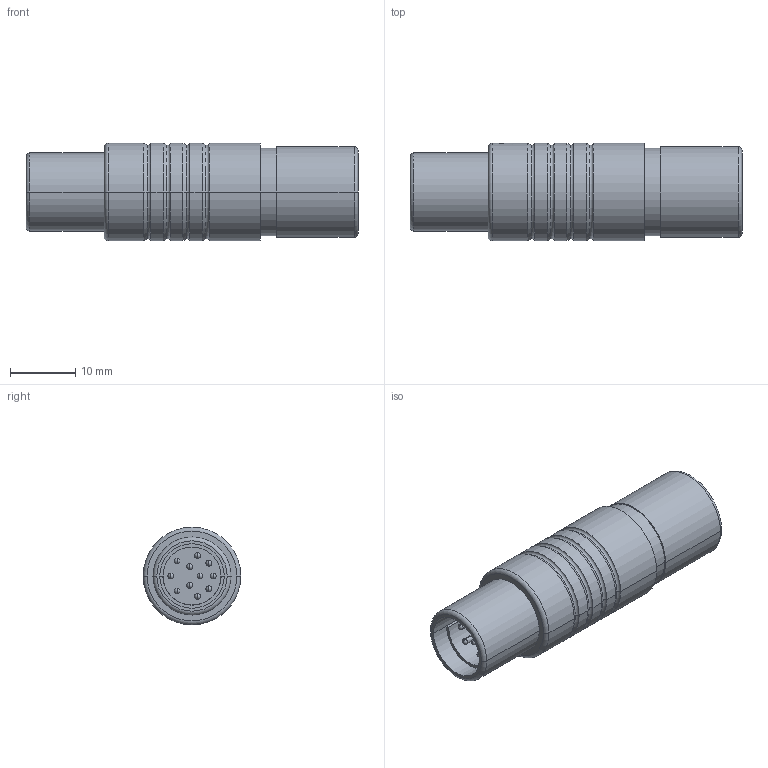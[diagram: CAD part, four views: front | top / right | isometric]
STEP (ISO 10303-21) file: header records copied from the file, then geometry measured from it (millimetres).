
FILE_DESCRIPTION((''),'2;1');
FILE_NAME('S12F1C-P11M','2021-03-11T15:22:55',('RTrager'),(''),'CREO PARAMETRIC BY PTC INC, 2018300','CREO PARAMETRIC BY PTC INC, 2018300','');
FILE_SCHEMA(('AP242_MANAGED_MODEL_BASED_3D_ENGINEERING_MIM_LF { 1 0 10303 442 1 1 4 }'));
Length unit declared in the file: millimetre
Products named in the file (1): S12F1C-P11M
Bounding box: 51 x 15 x 15 mm (x, y, z)
Volume: 5284.7 mm3; surface area: 4378.4 mm2
Topology: 1 solids, 1 shells, 206 faces, 496 edges, 299 vertices
Faces by surface type: cylinder 116, plane 36, torus 24, sphere 22, cone 8
Entity records: 9715 total; most frequent: CARTESIAN_POINT 1535, DIRECTION 1102, ORIENTED_EDGE 948, PRESENTATION_STYLE_ASSIGNMENT 630, STYLED_ITEM 478, CURVE_STYLE 474, EDGE_CURVE 474, AXIS2_PLACEMENT_3D 472
